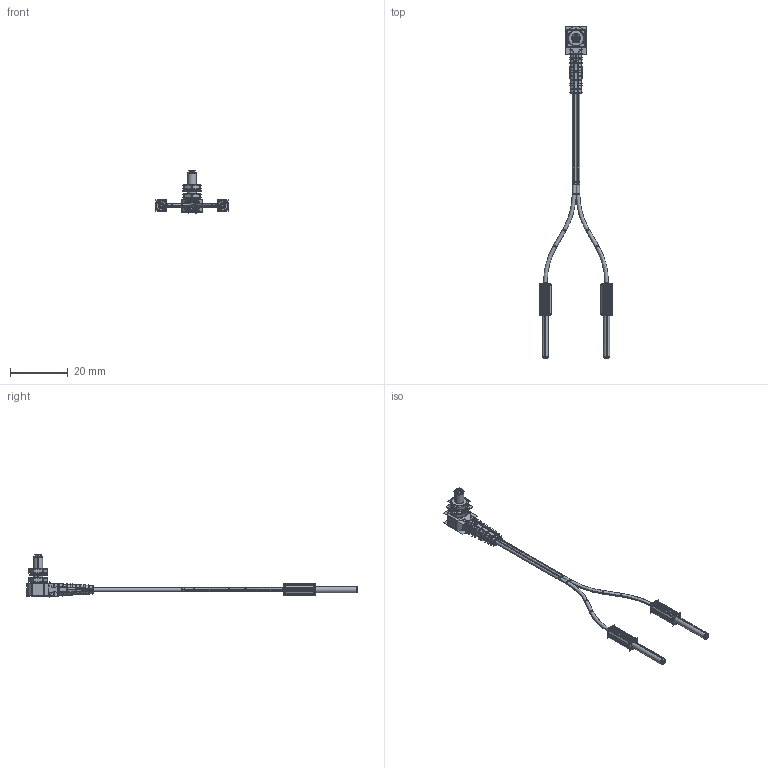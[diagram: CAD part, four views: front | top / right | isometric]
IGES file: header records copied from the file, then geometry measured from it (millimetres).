
Start section:  PTC IGES file: 192383.igs
Global section: file name: 192383.igs; native system: Creo Parametric by Parametric Technology Corporation; preprocessor: 2016010; author: pdmadmin; organization: Unknown; date: 20160421.101329; units: millimetre
Bounding box: 25.3 x 115.16 x 14.89 mm (x, y, z)
Volume: 2061.3 mm3; surface area: 15747.9 mm2
Topology: 4 solids, 4 shells, 1246 faces, 8029 edges, 11342 vertices
Faces by surface type: revolution 726, bspline 520
